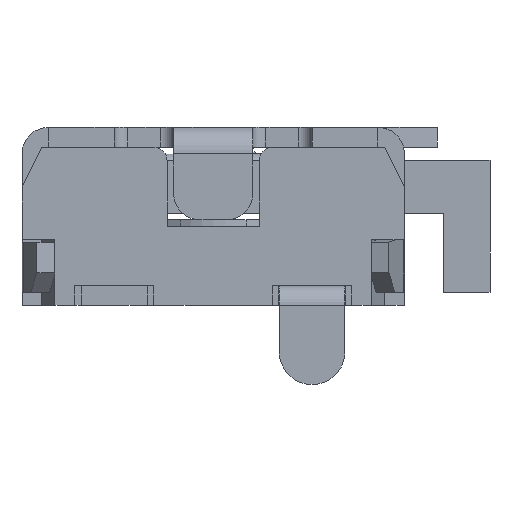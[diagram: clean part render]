
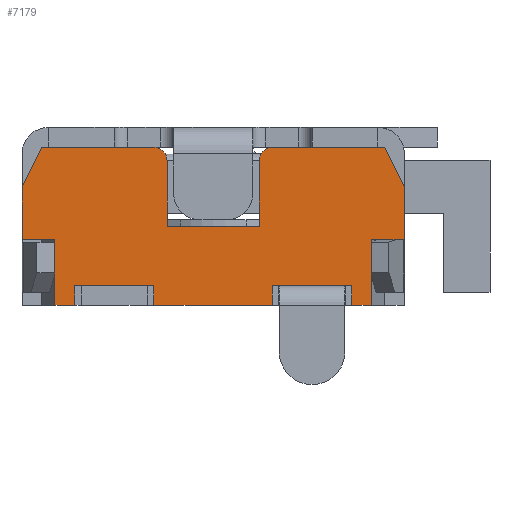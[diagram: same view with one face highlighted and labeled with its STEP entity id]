
A CAD part, left-side view. The second image highlights one B-rep face of the part: STEP entity #7179.
In plain terms, the highlighted planar face has unit normal (-1, 0, 0).
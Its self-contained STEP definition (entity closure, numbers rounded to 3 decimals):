
#7112 = EDGE_CURVE('',#7113,#7115,#7117,.T.);
#7113 = VERTEX_POINT('',#7114);
#7114 = CARTESIAN_POINT('',(-1.75,1.2,0.5));
#7115 = VERTEX_POINT('',#7116);
#7116 = CARTESIAN_POINT('',(-1.75,1.2,0.));
#7117 = LINE('',#7118,#7119);
#7118 = CARTESIAN_POINT('',(-1.75,1.2,0.6));
#7119 = VECTOR('',#7120,1.);
#7120 = DIRECTION('',(0.,0.,-1.));
#7179 = ADVANCED_FACE('',(#7180),#7367,.T.);
#7180 = FACE_BOUND('',#7181,.T.);
#7181 = EDGE_LOOP('',(#7182,#7190,#7191,#7199,#7207,#7215,#7223,#7231,
    #7239,#7247,#7255,#7263,#7271,#7279,#7287,#7295,#7303,#7312,#7320,
    #7328,#7336,#7345,#7353,#7361));
#7182 = ORIENTED_EDGE('',*,*,#7183,.T.);
#7183 = EDGE_CURVE('',#7184,#7113,#7186,.T.);
#7184 = VERTEX_POINT('',#7185);
#7185 = CARTESIAN_POINT('',(-1.75,1.45,0.5));
#7186 = LINE('',#7187,#7188);
#7187 = CARTESIAN_POINT('',(-1.75,1.45,0.5));
#7188 = VECTOR('',#7189,1.);
#7189 = DIRECTION('',(0.,-1.,0.));
#7190 = ORIENTED_EDGE('',*,*,#7112,.T.);
#7191 = ORIENTED_EDGE('',*,*,#7192,.F.);
#7192 = EDGE_CURVE('',#7193,#7115,#7195,.T.);
#7193 = VERTEX_POINT('',#7194);
#7194 = CARTESIAN_POINT('',(-1.75,1.05,0.));
#7195 = LINE('',#7196,#7197);
#7196 = CARTESIAN_POINT('',(-1.75,-1.2,0.));
#7197 = VECTOR('',#7198,1.);
#7198 = DIRECTION('',(0.,1.,0.));
#7199 = ORIENTED_EDGE('',*,*,#7200,.F.);
#7200 = EDGE_CURVE('',#7201,#7193,#7203,.T.);
#7201 = VERTEX_POINT('',#7202);
#7202 = CARTESIAN_POINT('',(-1.75,1.05,0.15));
#7203 = LINE('',#7204,#7205);
#7204 = CARTESIAN_POINT('',(-1.75,1.05,0.15));
#7205 = VECTOR('',#7206,1.);
#7206 = DIRECTION('',(0.,0.,-1.));
#7207 = ORIENTED_EDGE('',*,*,#7208,.T.);
#7208 = EDGE_CURVE('',#7201,#7209,#7211,.T.);
#7209 = VERTEX_POINT('',#7210);
#7210 = CARTESIAN_POINT('',(-1.75,0.45,0.15));
#7211 = LINE('',#7212,#7213);
#7212 = CARTESIAN_POINT('',(-1.75,1.05,0.15));
#7213 = VECTOR('',#7214,1.);
#7214 = DIRECTION('',(0.,-1.,0.));
#7215 = ORIENTED_EDGE('',*,*,#7216,.T.);
#7216 = EDGE_CURVE('',#7209,#7217,#7219,.T.);
#7217 = VERTEX_POINT('',#7218);
#7218 = CARTESIAN_POINT('',(-1.75,0.45,0.));
#7219 = LINE('',#7220,#7221);
#7220 = CARTESIAN_POINT('',(-1.75,0.45,0.15));
#7221 = VECTOR('',#7222,1.);
#7222 = DIRECTION('',(0.,0.,-1.));
#7223 = ORIENTED_EDGE('',*,*,#7224,.F.);
#7224 = EDGE_CURVE('',#7225,#7217,#7227,.T.);
#7225 = VERTEX_POINT('',#7226);
#7226 = CARTESIAN_POINT('',(-1.75,-0.45,0.));
#7227 = LINE('',#7228,#7229);
#7228 = CARTESIAN_POINT('',(-1.75,-1.2,0.));
#7229 = VECTOR('',#7230,1.);
#7230 = DIRECTION('',(0.,1.,0.));
#7231 = ORIENTED_EDGE('',*,*,#7232,.F.);
#7232 = EDGE_CURVE('',#7233,#7225,#7235,.T.);
#7233 = VERTEX_POINT('',#7234);
#7234 = CARTESIAN_POINT('',(-1.75,-0.45,0.15));
#7235 = LINE('',#7236,#7237);
#7236 = CARTESIAN_POINT('',(-1.75,-0.45,0.15));
#7237 = VECTOR('',#7238,1.);
#7238 = DIRECTION('',(0.,0.,-1.));
#7239 = ORIENTED_EDGE('',*,*,#7240,.T.);
#7240 = EDGE_CURVE('',#7233,#7241,#7243,.T.);
#7241 = VERTEX_POINT('',#7242);
#7242 = CARTESIAN_POINT('',(-1.75,-1.05,0.15));
#7243 = LINE('',#7244,#7245);
#7244 = CARTESIAN_POINT('',(-1.75,-0.45,0.15));
#7245 = VECTOR('',#7246,1.);
#7246 = DIRECTION('',(0.,-1.,0.));
#7247 = ORIENTED_EDGE('',*,*,#7248,.T.);
#7248 = EDGE_CURVE('',#7241,#7249,#7251,.T.);
#7249 = VERTEX_POINT('',#7250);
#7250 = CARTESIAN_POINT('',(-1.75,-1.05,0.));
#7251 = LINE('',#7252,#7253);
#7252 = CARTESIAN_POINT('',(-1.75,-1.05,0.15));
#7253 = VECTOR('',#7254,1.);
#7254 = DIRECTION('',(0.,0.,-1.));
#7255 = ORIENTED_EDGE('',*,*,#7256,.F.);
#7256 = EDGE_CURVE('',#7257,#7249,#7259,.T.);
#7257 = VERTEX_POINT('',#7258);
#7258 = CARTESIAN_POINT('',(-1.75,-1.2,0.));
#7259 = LINE('',#7260,#7261);
#7260 = CARTESIAN_POINT('',(-1.75,-1.2,0.));
#7261 = VECTOR('',#7262,1.);
#7262 = DIRECTION('',(0.,1.,0.));
#7263 = ORIENTED_EDGE('',*,*,#7264,.F.);
#7264 = EDGE_CURVE('',#7265,#7257,#7267,.T.);
#7265 = VERTEX_POINT('',#7266);
#7266 = CARTESIAN_POINT('',(-1.75,-1.2,0.5));
#7267 = LINE('',#7268,#7269);
#7268 = CARTESIAN_POINT('',(-1.75,-1.2,0.6));
#7269 = VECTOR('',#7270,1.);
#7270 = DIRECTION('',(0.,0.,-1.));
#7271 = ORIENTED_EDGE('',*,*,#7272,.F.);
#7272 = EDGE_CURVE('',#7273,#7265,#7275,.T.);
#7273 = VERTEX_POINT('',#7274);
#7274 = CARTESIAN_POINT('',(-1.75,-1.45,0.5));
#7275 = LINE('',#7276,#7277);
#7276 = CARTESIAN_POINT('',(-1.75,-1.45,0.5));
#7277 = VECTOR('',#7278,1.);
#7278 = DIRECTION('',(0.,1.,0.));
#7279 = ORIENTED_EDGE('',*,*,#7280,.F.);
#7280 = EDGE_CURVE('',#7281,#7273,#7283,.T.);
#7281 = VERTEX_POINT('',#7282);
#7282 = CARTESIAN_POINT('',(-1.75,-1.45,0.9));
#7283 = LINE('',#7284,#7285);
#7284 = CARTESIAN_POINT('',(-1.75,-1.45,1.2));
#7285 = VECTOR('',#7286,1.);
#7286 = DIRECTION('',(0.,0.,-1.));
#7287 = ORIENTED_EDGE('',*,*,#7288,.T.);
#7288 = EDGE_CURVE('',#7281,#7289,#7291,.T.);
#7289 = VERTEX_POINT('',#7290);
#7290 = CARTESIAN_POINT('',(-1.75,-1.3,1.2));
#7291 = LINE('',#7292,#7293);
#7292 = CARTESIAN_POINT('',(-1.75,-1.52,0.76));
#7293 = VECTOR('',#7294,1.);
#7294 = DIRECTION('',(0.,0.447,0.894));
#7295 = ORIENTED_EDGE('',*,*,#7296,.T.);
#7296 = EDGE_CURVE('',#7289,#7297,#7299,.T.);
#7297 = VERTEX_POINT('',#7298);
#7298 = CARTESIAN_POINT('',(-1.75,-0.45,1.2));
#7299 = LINE('',#7300,#7301);
#7300 = CARTESIAN_POINT('',(-1.75,-1.45,1.2));
#7301 = VECTOR('',#7302,1.);
#7302 = DIRECTION('',(0.,1.,0.));
#7303 = ORIENTED_EDGE('',*,*,#7304,.T.);
#7304 = EDGE_CURVE('',#7297,#7305,#7307,.T.);
#7305 = VERTEX_POINT('',#7306);
#7306 = CARTESIAN_POINT('',(-1.75,-0.35,1.1));
#7307 = CIRCLE('',#7308,0.1);
#7308 = AXIS2_PLACEMENT_3D('',#7309,#7310,#7311);
#7309 = CARTESIAN_POINT('',(-1.75,-0.45,1.1));
#7310 = DIRECTION('',(-1.,0.,0.));
#7311 = DIRECTION('',(0.,0.,1.));
#7312 = ORIENTED_EDGE('',*,*,#7313,.T.);
#7313 = EDGE_CURVE('',#7305,#7314,#7316,.T.);
#7314 = VERTEX_POINT('',#7315);
#7315 = CARTESIAN_POINT('',(-1.75,-0.35,0.6));
#7316 = LINE('',#7317,#7318);
#7317 = CARTESIAN_POINT('',(-1.75,-0.35,1.2));
#7318 = VECTOR('',#7319,1.);
#7319 = DIRECTION('',(0.,0.,-1.));
#7320 = ORIENTED_EDGE('',*,*,#7321,.T.);
#7321 = EDGE_CURVE('',#7314,#7322,#7324,.T.);
#7322 = VERTEX_POINT('',#7323);
#7323 = CARTESIAN_POINT('',(-1.75,0.35,0.6));
#7324 = LINE('',#7325,#7326);
#7325 = CARTESIAN_POINT('',(-1.75,-1.2,0.6));
#7326 = VECTOR('',#7327,1.);
#7327 = DIRECTION('',(0.,1.,0.));
#7328 = ORIENTED_EDGE('',*,*,#7329,.F.);
#7329 = EDGE_CURVE('',#7330,#7322,#7332,.T.);
#7330 = VERTEX_POINT('',#7331);
#7331 = CARTESIAN_POINT('',(-1.75,0.35,1.1));
#7332 = LINE('',#7333,#7334);
#7333 = CARTESIAN_POINT('',(-1.75,0.35,1.2));
#7334 = VECTOR('',#7335,1.);
#7335 = DIRECTION('',(0.,0.,-1.));
#7336 = ORIENTED_EDGE('',*,*,#7337,.T.);
#7337 = EDGE_CURVE('',#7330,#7338,#7340,.T.);
#7338 = VERTEX_POINT('',#7339);
#7339 = CARTESIAN_POINT('',(-1.75,0.45,1.2));
#7340 = CIRCLE('',#7341,0.1);
#7341 = AXIS2_PLACEMENT_3D('',#7342,#7343,#7344);
#7342 = CARTESIAN_POINT('',(-1.75,0.45,1.1));
#7343 = DIRECTION('',(-1.,0.,0.));
#7344 = DIRECTION('',(0.,0.,1.));
#7345 = ORIENTED_EDGE('',*,*,#7346,.T.);
#7346 = EDGE_CURVE('',#7338,#7347,#7349,.T.);
#7347 = VERTEX_POINT('',#7348);
#7348 = CARTESIAN_POINT('',(-1.75,1.3,1.2));
#7349 = LINE('',#7350,#7351);
#7350 = CARTESIAN_POINT('',(-1.75,0.35,1.2));
#7351 = VECTOR('',#7352,1.);
#7352 = DIRECTION('',(0.,1.,0.));
#7353 = ORIENTED_EDGE('',*,*,#7354,.T.);
#7354 = EDGE_CURVE('',#7347,#7355,#7357,.T.);
#7355 = VERTEX_POINT('',#7356);
#7356 = CARTESIAN_POINT('',(-1.75,1.45,0.9));
#7357 = LINE('',#7358,#7359);
#7358 = CARTESIAN_POINT('',(-1.75,1.04,1.72));
#7359 = VECTOR('',#7360,1.);
#7360 = DIRECTION('',(0.,0.447,-0.894));
#7361 = ORIENTED_EDGE('',*,*,#7362,.T.);
#7362 = EDGE_CURVE('',#7355,#7184,#7363,.T.);
#7363 = LINE('',#7364,#7365);
#7364 = CARTESIAN_POINT('',(-1.75,1.45,1.2));
#7365 = VECTOR('',#7366,1.);
#7366 = DIRECTION('',(0.,0.,-1.));
#7367 = PLANE('',#7368);
#7368 = AXIS2_PLACEMENT_3D('',#7369,#7370,#7371);
#7369 = CARTESIAN_POINT('',(-1.75,-1.2,0.6));
#7370 = DIRECTION('',(-1.,0.,0.));
#7371 = DIRECTION('',(0.,0.,1.));
